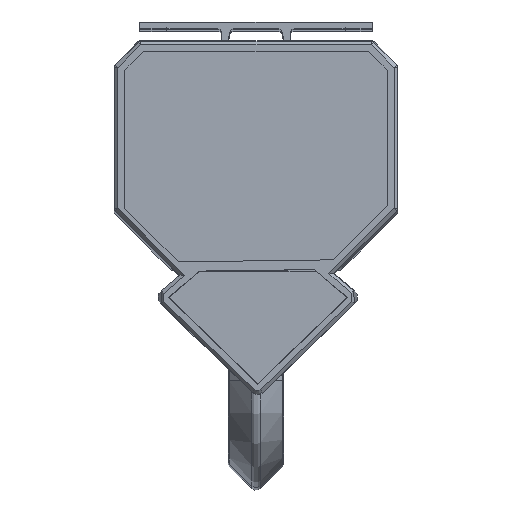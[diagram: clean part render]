
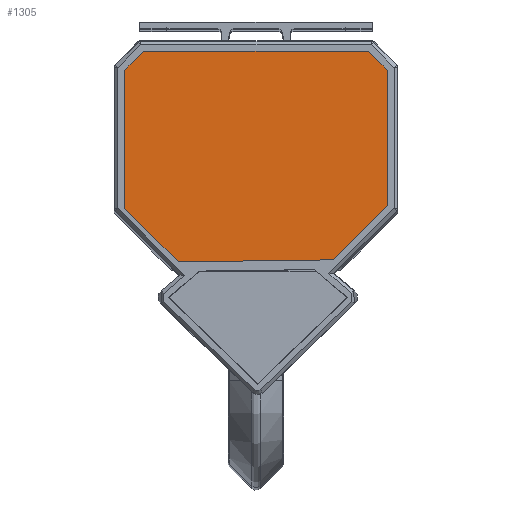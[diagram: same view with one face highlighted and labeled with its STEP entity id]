
A CAD part, top view. The second image highlights one B-rep face of the part: STEP entity #1305.
In plain terms, the highlighted planar face has unit normal (0, 0, 1).
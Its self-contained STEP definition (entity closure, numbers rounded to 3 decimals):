
#1305=ADVANCED_FACE('',(#2452),#1786,.T.);
#1786=PLANE('',#14619);
#2452=FACE_OUTER_BOUND('',#6142,.T.);
#3717=LINE('',#30584,#5005);
#3721=LINE('',#30593,#5009);
#3724=LINE('',#30599,#5012);
#3727=LINE('',#30605,#5015);
#3730=LINE('',#30611,#5018);
#3733=LINE('',#30617,#5021);
#3736=LINE('',#30623,#5024);
#3739=LINE('',#30629,#5027);
#5005=VECTOR('',#18288,1.);
#5009=VECTOR('',#18294,1.);
#5012=VECTOR('',#18299,1.);
#5015=VECTOR('',#18304,1.);
#5018=VECTOR('',#18309,1.);
#5021=VECTOR('',#18314,1.);
#5024=VECTOR('',#18319,1.);
#5027=VECTOR('',#18324,1.);
#6142=EDGE_LOOP('',(#9873,#9874,#9875,#9876,#9877,#9878,#9879,#9880));
#9873=ORIENTED_EDGE('',*,*,#12981,.T.);
#9874=ORIENTED_EDGE('',*,*,#12985,.T.);
#9875=ORIENTED_EDGE('',*,*,#12988,.T.);
#9876=ORIENTED_EDGE('',*,*,#12991,.T.);
#9877=ORIENTED_EDGE('',*,*,#12994,.T.);
#9878=ORIENTED_EDGE('',*,*,#12997,.T.);
#9879=ORIENTED_EDGE('',*,*,#13000,.T.);
#9880=ORIENTED_EDGE('',*,*,#13003,.T.);
#11120=VERTEX_POINT('',#30585);
#11121=VERTEX_POINT('',#30586);
#11124=VERTEX_POINT('',#30594);
#11126=VERTEX_POINT('',#30600);
#11128=VERTEX_POINT('',#30606);
#11130=VERTEX_POINT('',#30612);
#11132=VERTEX_POINT('',#30618);
#11134=VERTEX_POINT('',#30624);
#12981=EDGE_CURVE('',#11120,#11121,#3717,.T.);
#12985=EDGE_CURVE('',#11121,#11124,#3721,.T.);
#12988=EDGE_CURVE('',#11124,#11126,#3724,.T.);
#12991=EDGE_CURVE('',#11126,#11128,#3727,.T.);
#12994=EDGE_CURVE('',#11128,#11130,#3730,.T.);
#12997=EDGE_CURVE('',#11130,#11132,#3733,.T.);
#13000=EDGE_CURVE('',#11132,#11134,#3736,.T.);
#13003=EDGE_CURVE('',#11134,#11120,#3739,.T.);
#14619=AXIS2_PLACEMENT_3D('',#30633,#18330,#18331);
#18288=DIRECTION('',(0.,1.,0.));
#18294=DIRECTION('',(-0.707,0.707,0.));
#18299=DIRECTION('',(-1.,0.,0.));
#18304=DIRECTION('',(-0.707,-0.707,0.));
#18309=DIRECTION('',(0.,-1.,0.));
#18314=DIRECTION('',(0.707,-0.707,0.));
#18319=DIRECTION('',(1.,0.013,0.));
#18324=DIRECTION('',(0.707,0.707,0.));
#18330=DIRECTION('',(0.,0.,1.));
#18331=DIRECTION('',(1.,0.,0.));
#30584=CARTESIAN_POINT('',(683.135,553.247,921.5));
#30585=CARTESIAN_POINT('',(683.135,553.247,921.5));
#30586=CARTESIAN_POINT('',(683.135,586.821,921.5));
#30593=CARTESIAN_POINT('',(683.135,586.821,921.5));
#30594=CARTESIAN_POINT('',(678.497,591.459,921.5));
#30599=CARTESIAN_POINT('',(678.497,591.459,921.5));
#30600=CARTESIAN_POINT('',(622.823,591.459,921.5));
#30605=CARTESIAN_POINT('',(622.823,591.459,921.5));
#30606=CARTESIAN_POINT('',(618.184,586.821,921.5));
#30611=CARTESIAN_POINT('',(618.184,586.821,921.5));
#30612=CARTESIAN_POINT('',(618.184,552.539,921.5));
#30617=CARTESIAN_POINT('',(618.184,552.539,921.5));
#30618=CARTESIAN_POINT('',(631.364,539.36,921.5));
#30623=CARTESIAN_POINT('',(631.364,539.36,921.5));
#30624=CARTESIAN_POINT('',(669.743,539.855,921.5));
#30629=CARTESIAN_POINT('',(669.743,539.855,921.5));
#30633=CARTESIAN_POINT('',(683.135,591.459,921.5));
